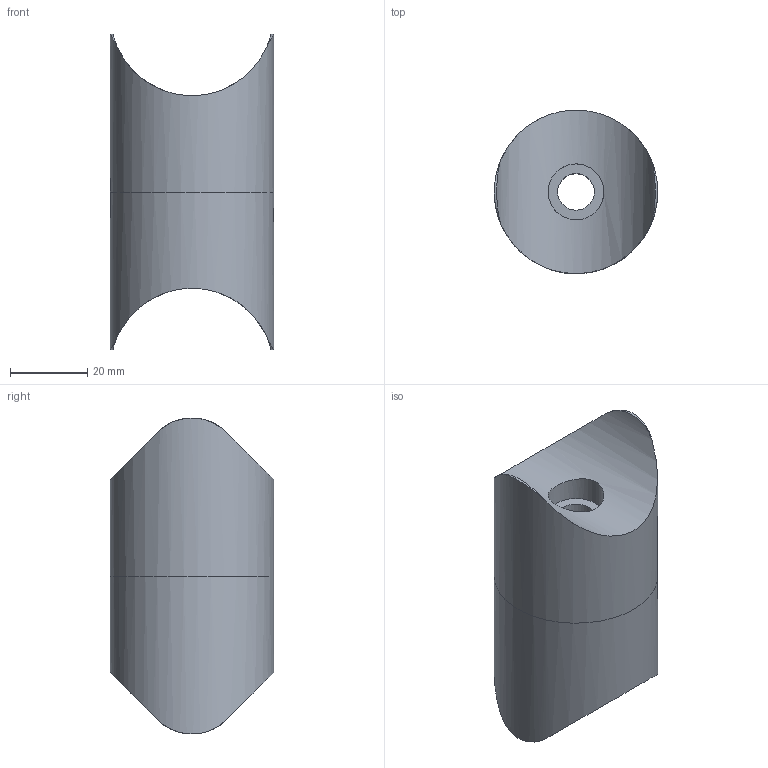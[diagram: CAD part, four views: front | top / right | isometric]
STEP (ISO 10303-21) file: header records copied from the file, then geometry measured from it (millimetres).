
FILE_DESCRIPTION (( 'STEP AP203' ), '1' );
FILE_NAME ('50457-240.STEP', '2022-07-12T11:57:13', ( '' ), ( '' ), 'SwSTEP 2.0', 'SolidWorks 2018', '' );
FILE_SCHEMA (( 'CONFIG_CONTROL_DESIGN' ));
Length unit declared in the file: millimetre
Products named in the file (4): 50457-240 Teil2_50457-240 Teil2; 50457-240 DIN913 M5x10_DIN913 M5x10; 50457-240; 50457-240 Teil1_50457-240 Teil1
Assembly tree (3 placements, depth 2):
  50457-240
    50457-240 Teil2_50457-240 Teil2
    50457-240 DIN913 M5x10_DIN913 M5x10
    50457-240 Teil1_50457-240 Teil1
Bounding box: 42.4 x 42.38 x 81.99 mm (x, y, z)
Volume: 73089.5 mm3; surface area: 18311.9 mm2
Topology: 3 solids, 3 shells, 268 faces, 691 edges, 460 vertices
Faces by surface type: plane 153, bspline 88, cylinder 23, cone 4
Full cylindrical faces by diameter (mm): 4.2 x1, 5 x1, 9.5 x2, 14.5 x2, 18.25 x1, 19.75 x1, 23.75 x2, 24 x1, 42.4 x2
Entity records: 13860 total; most frequent: CARTESIAN_POINT 7636, ORIENTED_EDGE 1338, DIRECTION 864, EDGE_CURVE 669, VERTEX_POINT 455, LINE 438, VECTOR 438, EDGE_LOOP 322
